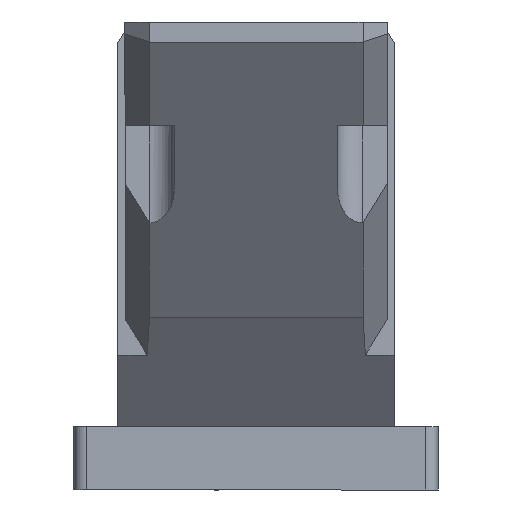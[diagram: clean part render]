
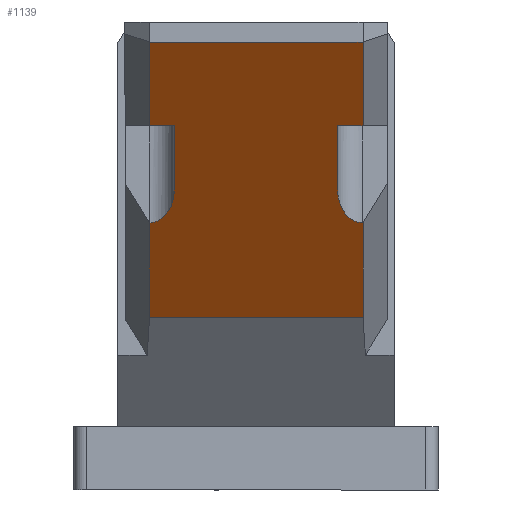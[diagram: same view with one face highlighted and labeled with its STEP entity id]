
A CAD part, left-side view. The second image highlights one B-rep face of the part: STEP entity #1139.
In plain terms, the highlighted planar face has unit normal (-0.794, 0, -0.608).
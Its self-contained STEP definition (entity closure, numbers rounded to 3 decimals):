
#33=ELLIPSE('',#1199,6.58,4.);
#46=ELLIPSE('',#1238,6.58,4.);
#76=PLANE('',#1239);
#126=FACE_OUTER_BOUND('',#189,.T.);
#189=EDGE_LOOP('',(#897,#898,#899,#900,#901,#902,#903,#904,#905,#906,#907,
#908,#909));
#239=LINE('',#1638,#354);
#242=LINE('',#1645,#357);
#255=LINE('',#1725,#370);
#259=LINE('',#1732,#374);
#280=LINE('',#1824,#395);
#285=LINE('',#1835,#400);
#287=LINE('',#1838,#402);
#293=LINE('',#1856,#408);
#294=LINE('',#1858,#409);
#295=LINE('',#1860,#410);
#296=LINE('',#1861,#411);
#354=VECTOR('',#1320,10.);
#357=VECTOR('',#1325,10.);
#370=VECTOR('',#1370,10.);
#374=VECTOR('',#1376,10.);
#395=VECTOR('',#1429,10.);
#400=VECTOR('',#1438,10.);
#402=VECTOR('',#1442,10.);
#408=VECTOR('',#1460,10.);
#409=VECTOR('',#1461,10.);
#410=VECTOR('',#1462,10.);
#411=VECTOR('',#1463,10.);
#501=VERTEX_POINT('',#1636);
#502=VERTEX_POINT('',#1637);
#504=VERTEX_POINT('',#1643);
#505=VERTEX_POINT('',#1644);
#507=VERTEX_POINT('',#1650);
#527=VERTEX_POINT('',#1723);
#529=VERTEX_POINT('',#1730);
#548=VERTEX_POINT('',#1822);
#552=VERTEX_POINT('',#1833);
#557=VERTEX_POINT('',#1851);
#558=VERTEX_POINT('',#1855);
#559=VERTEX_POINT('',#1857);
#560=VERTEX_POINT('',#1859);
#614=EDGE_CURVE('',#501,#502,#239,.T.);
#617=EDGE_CURVE('',#504,#505,#242,.T.);
#620=EDGE_CURVE('',#507,#504,#33,.T.);
#643=EDGE_CURVE('',#505,#527,#255,.T.);
#647=EDGE_CURVE('',#529,#527,#259,.T.);
#678=EDGE_CURVE('',#529,#548,#280,.T.);
#683=EDGE_CURVE('',#552,#548,#285,.T.);
#685=EDGE_CURVE('',#552,#501,#287,.T.);
#693=EDGE_CURVE('',#502,#557,#46,.T.);
#694=EDGE_CURVE('',#558,#557,#293,.T.);
#695=EDGE_CURVE('',#559,#558,#294,.F.);
#696=EDGE_CURVE('',#560,#559,#295,.T.);
#697=EDGE_CURVE('',#560,#507,#296,.T.);
#897=ORIENTED_EDGE('',*,*,#694,.F.);
#898=ORIENTED_EDGE('',*,*,#695,.F.);
#899=ORIENTED_EDGE('',*,*,#696,.F.);
#900=ORIENTED_EDGE('',*,*,#697,.T.);
#901=ORIENTED_EDGE('',*,*,#620,.T.);
#902=ORIENTED_EDGE('',*,*,#617,.T.);
#903=ORIENTED_EDGE('',*,*,#643,.T.);
#904=ORIENTED_EDGE('',*,*,#647,.F.);
#905=ORIENTED_EDGE('',*,*,#678,.T.);
#906=ORIENTED_EDGE('',*,*,#683,.F.);
#907=ORIENTED_EDGE('',*,*,#685,.T.);
#908=ORIENTED_EDGE('',*,*,#614,.T.);
#909=ORIENTED_EDGE('',*,*,#693,.T.);
#1139=ADVANCED_FACE('',(#126),#76,.F.);
#1199=AXIS2_PLACEMENT_3D('',#1651,#1330,#1331);
#1238=AXIS2_PLACEMENT_3D('',#1853,#1456,#1457);
#1239=AXIS2_PLACEMENT_3D('',#1854,#1458,#1459);
#1320=DIRECTION('',(0.608,0.,-0.794));
#1325=DIRECTION('',(-0.608,0.,0.794));
#1330=DIRECTION('center_axis',(0.794,0.,0.608));
#1331=DIRECTION('ref_axis',(0.608,0.,-0.794));
#1370=DIRECTION('',(0.,-1.,0.));
#1376=DIRECTION('',(0.608,0.,-0.794));
#1429=DIRECTION('',(0.,1.,0.));
#1438=DIRECTION('',(-0.608,0.001,0.794));
#1442=DIRECTION('',(0.,-1.,0.));
#1456=DIRECTION('center_axis',(0.794,0.,0.608));
#1457=DIRECTION('ref_axis',(0.608,0.,-0.794));
#1458=DIRECTION('center_axis',(0.794,0.,0.608));
#1459=DIRECTION('ref_axis',(0.608,0.,-0.794));
#1460=DIRECTION('',(-0.608,0.001,0.794));
#1461=DIRECTION('',(0.,-1.,0.));
#1462=DIRECTION('',(0.608,0.,-0.794));
#1463=DIRECTION('',(0.,1.,0.));
#1636=CARTESIAN_POINT('',(-57.438,12.994,58.));
#1637=CARTESIAN_POINT('',(-49.623,12.994,47.791));
#1638=CARTESIAN_POINT('',(-49.005,12.994,46.983));
#1643=CARTESIAN_POINT('',(-49.623,-13.006,47.791));
#1644=CARTESIAN_POINT('',(-57.438,-13.006,58.));
#1645=CARTESIAN_POINT('',(-47.108,-13.006,44.506));
#1650=CARTESIAN_POINT('',(-45.623,-17.006,42.566));
#1651=CARTESIAN_POINT('Origin',(-49.623,-17.006,47.791));
#1723=CARTESIAN_POINT('',(-57.438,-17.046,58.));
#1725=CARTESIAN_POINT('',(-57.438,-20.104,58.));
#1730=CARTESIAN_POINT('',(-67.661,-17.046,71.354));
#1732=CARTESIAN_POINT('',(-48.876,-17.046,46.815));
#1822=CARTESIAN_POINT('',(-67.661,17.029,71.354));
#1824=CARTESIAN_POINT('',(-67.661,-21.046,71.354));
#1833=CARTESIAN_POINT('',(-57.438,17.008,58.));
#1835=CARTESIAN_POINT('',(-61.299,17.016,63.044));
#1838=CARTESIAN_POINT('',(-57.438,-0.23,58.));
#1851=CARTESIAN_POINT('',(-45.623,16.984,42.566));
#1853=CARTESIAN_POINT('Origin',(-49.623,16.994,47.791));
#1854=CARTESIAN_POINT('Origin',(-67.661,-21.046,71.354));
#1855=CARTESIAN_POINT('',(-34.1,16.96,27.514));
#1856=CARTESIAN_POINT('',(-61.299,17.016,63.044));
#1857=CARTESIAN_POINT('',(-34.1,-17.046,27.514));
#1858=CARTESIAN_POINT('',(-34.1,-21.046,27.514));
#1859=CARTESIAN_POINT('',(-45.623,-17.046,42.566));
#1860=CARTESIAN_POINT('',(-48.876,-17.046,46.815));
#1861=CARTESIAN_POINT('',(-45.623,-23.181,42.566));
